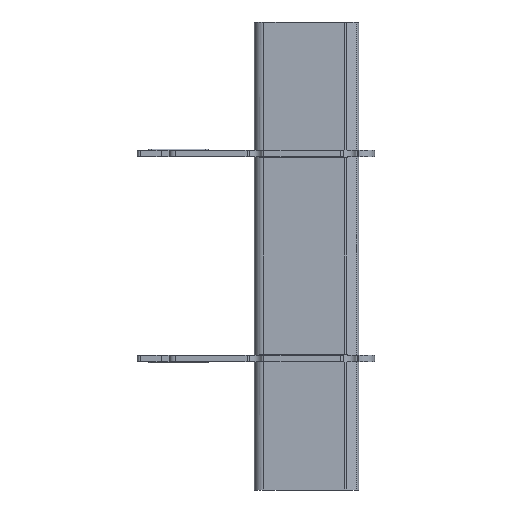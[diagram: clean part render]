
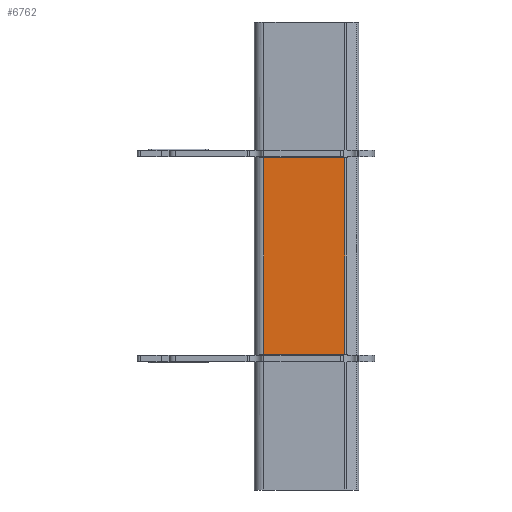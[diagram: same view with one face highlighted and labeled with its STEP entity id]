
A CAD part, left-side view. The second image highlights one B-rep face of the part: STEP entity #6762.
In plain terms, the highlighted planar face has unit normal (-1, 0, 0).
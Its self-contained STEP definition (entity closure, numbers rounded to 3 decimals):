
#336=DIRECTION('',(0.,0.,-1.));
#337=VECTOR('',#336,62.);
#338=CARTESIAN_POINT('',(-3.,-3.,31.));
#339=LINE('',#338,#337);
#343=CARTESIAN_POINT('',(-3.,-3.,-31.));
#540=CARTESIAN_POINT('',(-3.,-3.,31.));
#570=DIRECTION('',(0.,1.,0.));
#571=VECTOR('',#570,25.5);
#572=CARTESIAN_POINT('',(-3.,-28.5,31.));
#573=LINE('',#572,#571);
#585=DIRECTION('',(0.,0.,1.));
#586=VECTOR('',#585,62.);
#587=CARTESIAN_POINT('',(-3.,-28.5,-31.));
#588=LINE('',#587,#586);
#599=DIRECTION('',(0.,1.,0.));
#600=VECTOR('',#599,25.5);
#601=CARTESIAN_POINT('',(-3.,-28.5,-31.));
#602=LINE('',#601,#600);
#5610=VERTEX_POINT('',#343);
#5612=CARTESIAN_POINT('',(-3.,-28.5,-31.));
#5613=VERTEX_POINT('',#5612);
#5634=VERTEX_POINT('',#540);
#5996=CARTESIAN_POINT('',(-3.,-28.5,31.));
#5997=VERTEX_POINT('',#5996);
#6751=CARTESIAN_POINT('',(-3.,-3.,-74.));
#6752=DIRECTION('',(-1.,0.,0.));
#6753=DIRECTION('',(0.,-1.,0.));
#6754=AXIS2_PLACEMENT_3D('',#6751,#6752,#6753);
#6755=PLANE('',#6754);
#6756=ORIENTED_EDGE('',*,*,#6431,.T.);
#6757=ORIENTED_EDGE('',*,*,#6479,.F.);
#6758=ORIENTED_EDGE('',*,*,#6719,.F.);
#6759=ORIENTED_EDGE('',*,*,#6737,.F.);
#6760=EDGE_LOOP('',(#6756,#6757,#6758,#6759));
#6761=FACE_OUTER_BOUND('',#6760,.F.);
#6431=EDGE_CURVE('',#5613,#5610,#602,.T.);
#6479=EDGE_CURVE('',#5634,#5610,#339,.T.);
#6719=EDGE_CURVE('',#5997,#5634,#573,.T.);
#6737=EDGE_CURVE('',#5613,#5997,#588,.T.);
#6762=ADVANCED_FACE('',(#6761),#6755,.T.);
